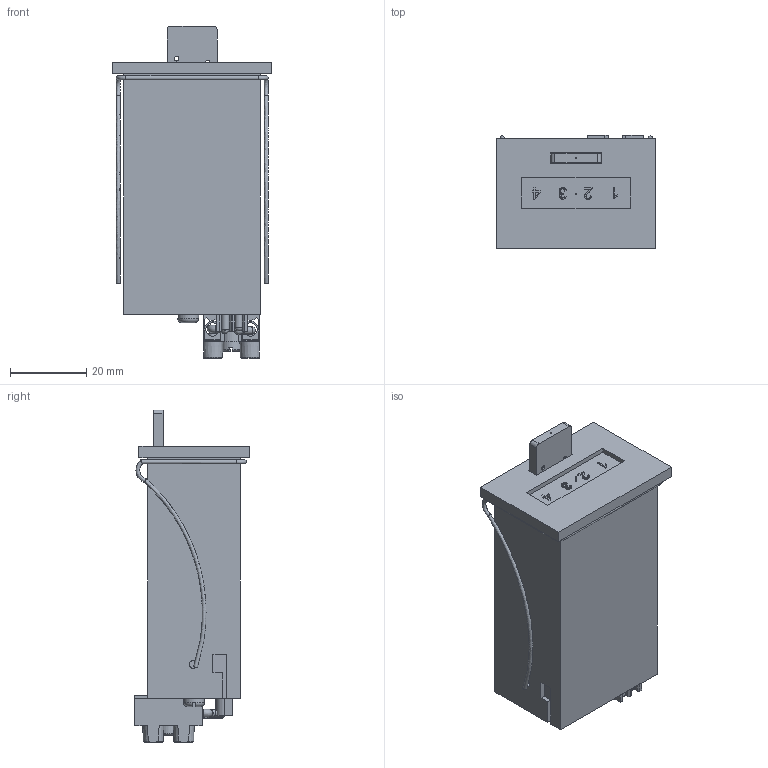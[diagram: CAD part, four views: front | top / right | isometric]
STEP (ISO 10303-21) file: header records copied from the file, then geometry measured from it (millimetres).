
FILE_DESCRIPTION( ( 'Unknown' ), '1' );
FILE_NAME( 'BAIL MOUNT 4 FIGURE 230823.stp', 'Unknown', ( 'Unknown' ), ( 'Unknown' ), 'PSStep 17.0.49', 'Unknown', ' ' );
FILE_SCHEMA( ( 'AUTOMOTIVE_DESIGN { 1 0 10303 214 1 1 1 1 }' ) );
Length unit declared in the file: millimetre
Products named in the file (20): Assem1; SF1007_REV_01_COVER_1846-013-D_CR26 4 FIGURE; SE1801 REV 03 BOBBIN-COIL(70800-005-D); WINDOW_DIAL_4_FIGURE; mounting wire; EARTHING CONNECTOR; AA6231_REV_04_ M3 SCREW; AA6239_REV_03; SOLID  CR26 FRAME_4_FIGURE ; COIL REF DRAWING FOR TERMINAL STRIP; RESET ARM SOLID
Assembly tree (19 placements, depth 2):
  Assem1
    SF1007_REV_01_COVER_1846-013-D_CR26 4 FIGURE
    SF1007_REV_01_COVER_1846-013-D_CR26 4 FIGURE
    SF1007_REV_01_COVER_1846-013-D_CR26 4 FIGURE
    SE1801 REV 03 BOBBIN-COIL(70800-005-D)
    WINDOW_DIAL_4_FIGURE
    mounting wire
    EARTHING CONNECTOR
    EARTHING CONNECTOR
    EARTHING CONNECTOR
    EARTHING CONNECTOR
    EARTHING CONNECTOR
    AA6231_REV_04_ M3 SCREW
    AA6239_REV_03
    SOLID  CR26 FRAME_4_FIGURE 
    SOLID  CR26 FRAME_4_FIGURE 
    COIL REF DRAWING FOR TERMINAL STRIP
    COIL REF DRAWING FOR TERMINAL STRIP
    COIL REF DRAWING FOR TERMINAL STRIP
    RESET ARM SOLID
Bounding box: 41.91 x 30.06 x 87.25 mm (x, y, z)
Volume: 62688.4 mm3; surface area: 41847.4 mm2
Topology: 19 solids, 20 shells, 580 faces, 1501 edges, 984 vertices
Faces by surface type: plane 372, cylinder 129, extrusion 27, bspline 20, torus 17, cone 12, sphere 3
Full cylindrical faces by diameter (mm): 0.051 x1, 0.2 x3, 0.318 x1, 0.991 x1, 1 x3, 1.2 x2, 1.981 x1, 2 x8, 2.032 x2, 2.15 x1, 2.372 x4, 2.4 x2, 2.459 x1, 2.9 x4, 3.5 x7, 3.9 x4, 4 x1, 5.4 x1, 5.5 x1, 6.121 x1, 8.28 x1, 10 x1, 20 x1, 20.003 x1
Entity records: 32168 total; most frequent: CARTESIAN_POINT 13528, ORIENTED_EDGE 2788, DIRECTION 2703, EDGE_CURVE 1394, VERTEX_POINT 957, VECTOR 945, LINE 918, AXIS2_PLACEMENT_3D 879
